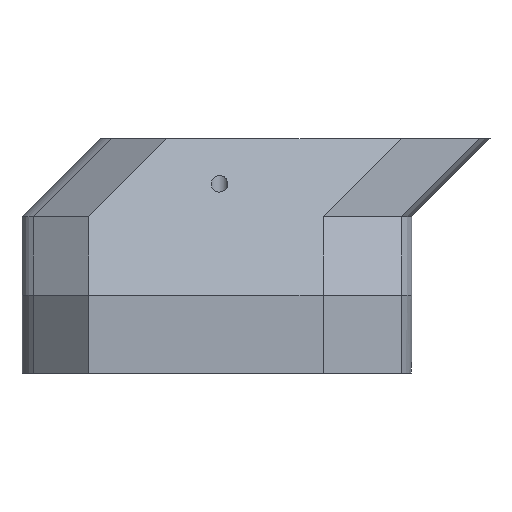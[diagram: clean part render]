
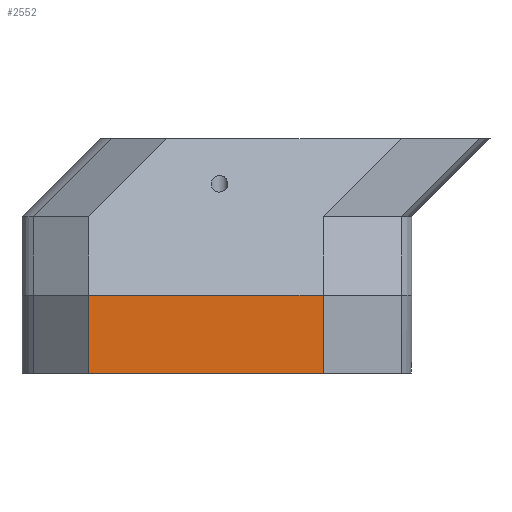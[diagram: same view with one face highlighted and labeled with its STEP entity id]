
A CAD part, front view. The second image highlights one B-rep face of the part: STEP entity #2552.
In plain terms, the highlighted planar face has unit normal (0, -1, 0).
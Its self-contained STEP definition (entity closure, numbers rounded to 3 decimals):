
#71 = PLANE('',#72);
#72 = AXIS2_PLACEMENT_3D('',#73,#74,#75);
#73 = CARTESIAN_POINT('',(2.78,27.121,0.));
#74 = DIRECTION('',(-0.,-0.,-1.));
#75 = DIRECTION('',(-1.,0.,0.));
#205 = PLANE('',#206);
#206 = AXIS2_PLACEMENT_3D('',#207,#208,#209);
#207 = CARTESIAN_POINT('',(-300.,-250.,0.));
#208 = DIRECTION('',(0.707,0.707,-0.));
#209 = DIRECTION('',(-0.707,0.707,0.));
#1945 = VERTEX_POINT('',#1946);
#1946 = CARTESIAN_POINT('',(300.,-250.,0.));
#1960 = PLANE('',#1961);
#1961 = AXIS2_PLACEMENT_3D('',#1962,#1963,#1964);
#1962 = CARTESIAN_POINT('',(500.,-50.,0.));
#1963 = DIRECTION('',(-0.707,0.707,0.));
#1964 = DIRECTION('',(-0.707,-0.707,0.));
#1972 = EDGE_CURVE('',#1945,#1973,#1975,.T.);
#1973 = VERTEX_POINT('',#1974);
#1974 = CARTESIAN_POINT('',(-300.,-250.,0.));
#1975 = SURFACE_CURVE('',#1976,(#1980,#1987),.PCURVE_S1.);
#1976 = LINE('',#1977,#1978);
#1977 = CARTESIAN_POINT('',(300.,-250.,0.));
#1978 = VECTOR('',#1979,1.);
#1979 = DIRECTION('',(-1.,0.,0.));
#1980 = PCURVE('',#71,#1981);
#1981 = DEFINITIONAL_REPRESENTATION('',(#1982),#1986);
#1982 = LINE('',#1983,#1984);
#1983 = CARTESIAN_POINT('',(-297.22,-277.121));
#1984 = VECTOR('',#1985,1.);
#1985 = DIRECTION('',(1.,0.));
#1986 = ( GEOMETRIC_REPRESENTATION_CONTEXT(2) 
PARAMETRIC_REPRESENTATION_CONTEXT() REPRESENTATION_CONTEXT('2D SPACE',''
  ) );
#1987 = PCURVE('',#1988,#1993);
#1988 = PLANE('',#1989);
#1989 = AXIS2_PLACEMENT_3D('',#1990,#1991,#1992);
#1990 = CARTESIAN_POINT('',(300.,-250.,0.));
#1991 = DIRECTION('',(0.,1.,-0.));
#1992 = DIRECTION('',(-1.,0.,0.));
#1993 = DEFINITIONAL_REPRESENTATION('',(#1994),#1998);
#1994 = LINE('',#1995,#1996);
#1995 = CARTESIAN_POINT('',(0.,0.));
#1996 = VECTOR('',#1997,1.);
#1997 = DIRECTION('',(1.,0.));
#1998 = ( GEOMETRIC_REPRESENTATION_CONTEXT(2) 
PARAMETRIC_REPRESENTATION_CONTEXT() REPRESENTATION_CONTEXT('2D SPACE',''
  ) );
#2059 = EDGE_CURVE('',#1973,#2060,#2062,.T.);
#2060 = VERTEX_POINT('',#2061);
#2061 = CARTESIAN_POINT('',(-300.,-250.,200.));
#2062 = SURFACE_CURVE('',#2063,(#2067,#2074),.PCURVE_S1.);
#2063 = LINE('',#2064,#2065);
#2064 = CARTESIAN_POINT('',(-300.,-250.,0.));
#2065 = VECTOR('',#2066,1.);
#2066 = DIRECTION('',(0.,0.,1.));
#2067 = PCURVE('',#205,#2068);
#2068 = DEFINITIONAL_REPRESENTATION('',(#2069),#2073);
#2069 = LINE('',#2070,#2071);
#2070 = CARTESIAN_POINT('',(0.,0.));
#2071 = VECTOR('',#2072,1.);
#2072 = DIRECTION('',(0.,1.));
#2073 = ( GEOMETRIC_REPRESENTATION_CONTEXT(2) 
PARAMETRIC_REPRESENTATION_CONTEXT() REPRESENTATION_CONTEXT('2D SPACE',''
  ) );
#2074 = PCURVE('',#1988,#2075);
#2075 = DEFINITIONAL_REPRESENTATION('',(#2076),#2080);
#2076 = LINE('',#2077,#2078);
#2077 = CARTESIAN_POINT('',(600.,0.));
#2078 = VECTOR('',#2079,1.);
#2079 = DIRECTION('',(0.,1.));
#2080 = ( GEOMETRIC_REPRESENTATION_CONTEXT(2) 
PARAMETRIC_REPRESENTATION_CONTEXT() REPRESENTATION_CONTEXT('2D SPACE',''
  ) );
#2538 = PLANE('',#2539);
#2539 = AXIS2_PLACEMENT_3D('',#2540,#2541,#2542);
#2540 = CARTESIAN_POINT('',(300.,-250.,200.));
#2541 = DIRECTION('',(0.,0.707,-0.707));
#2542 = DIRECTION('',(-1.,0.,0.));
#2552 = ADVANCED_FACE('',(#2553),#1988,.F.);
#2553 = FACE_BOUND('',#2554,.F.);
#2554 = EDGE_LOOP('',(#2555,#2578,#2579,#2580));
#2555 = ORIENTED_EDGE('',*,*,#2556,.F.);
#2556 = EDGE_CURVE('',#1945,#2557,#2559,.T.);
#2557 = VERTEX_POINT('',#2558);
#2558 = CARTESIAN_POINT('',(300.,-250.,200.));
#2559 = SURFACE_CURVE('',#2560,(#2564,#2571),.PCURVE_S1.);
#2560 = LINE('',#2561,#2562);
#2561 = CARTESIAN_POINT('',(300.,-250.,0.));
#2562 = VECTOR('',#2563,1.);
#2563 = DIRECTION('',(0.,0.,1.));
#2564 = PCURVE('',#1988,#2565);
#2565 = DEFINITIONAL_REPRESENTATION('',(#2566),#2570);
#2566 = LINE('',#2567,#2568);
#2567 = CARTESIAN_POINT('',(0.,0.));
#2568 = VECTOR('',#2569,1.);
#2569 = DIRECTION('',(0.,1.));
#2570 = ( GEOMETRIC_REPRESENTATION_CONTEXT(2) 
PARAMETRIC_REPRESENTATION_CONTEXT() REPRESENTATION_CONTEXT('2D SPACE',''
  ) );
#2571 = PCURVE('',#1960,#2572);
#2572 = DEFINITIONAL_REPRESENTATION('',(#2573),#2577);
#2573 = LINE('',#2574,#2575);
#2574 = CARTESIAN_POINT('',(282.843,0.));
#2575 = VECTOR('',#2576,1.);
#2576 = DIRECTION('',(0.,1.));
#2577 = ( GEOMETRIC_REPRESENTATION_CONTEXT(2) 
PARAMETRIC_REPRESENTATION_CONTEXT() REPRESENTATION_CONTEXT('2D SPACE',''
  ) );
#2578 = ORIENTED_EDGE('',*,*,#1972,.T.);
#2579 = ORIENTED_EDGE('',*,*,#2059,.T.);
#2580 = ORIENTED_EDGE('',*,*,#2581,.F.);
#2581 = EDGE_CURVE('',#2557,#2060,#2582,.T.);
#2582 = SURFACE_CURVE('',#2583,(#2587,#2594),.PCURVE_S1.);
#2583 = LINE('',#2584,#2585);
#2584 = CARTESIAN_POINT('',(300.,-250.,200.));
#2585 = VECTOR('',#2586,1.);
#2586 = DIRECTION('',(-1.,0.,0.));
#2587 = PCURVE('',#1988,#2588);
#2588 = DEFINITIONAL_REPRESENTATION('',(#2589),#2593);
#2589 = LINE('',#2590,#2591);
#2590 = CARTESIAN_POINT('',(0.,200.));
#2591 = VECTOR('',#2592,1.);
#2592 = DIRECTION('',(1.,0.));
#2593 = ( GEOMETRIC_REPRESENTATION_CONTEXT(2) 
PARAMETRIC_REPRESENTATION_CONTEXT() REPRESENTATION_CONTEXT('2D SPACE',''
  ) );
#2594 = PCURVE('',#2538,#2595);
#2595 = DEFINITIONAL_REPRESENTATION('',(#2596),#2600);
#2596 = LINE('',#2597,#2598);
#2597 = CARTESIAN_POINT('',(0.,0.));
#2598 = VECTOR('',#2599,1.);
#2599 = DIRECTION('',(1.,0.));
#2600 = ( GEOMETRIC_REPRESENTATION_CONTEXT(2) 
PARAMETRIC_REPRESENTATION_CONTEXT() REPRESENTATION_CONTEXT('2D SPACE',''
  ) );
